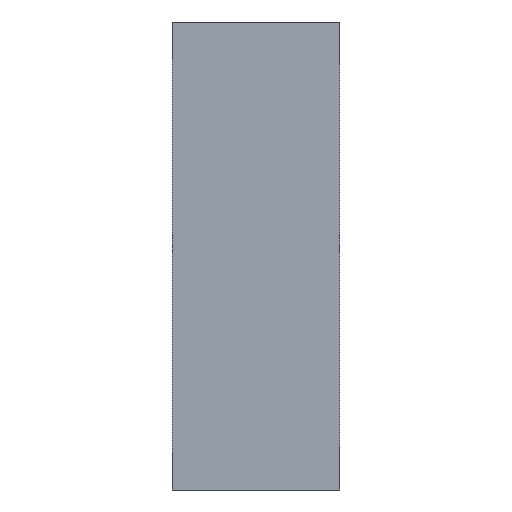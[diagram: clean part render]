
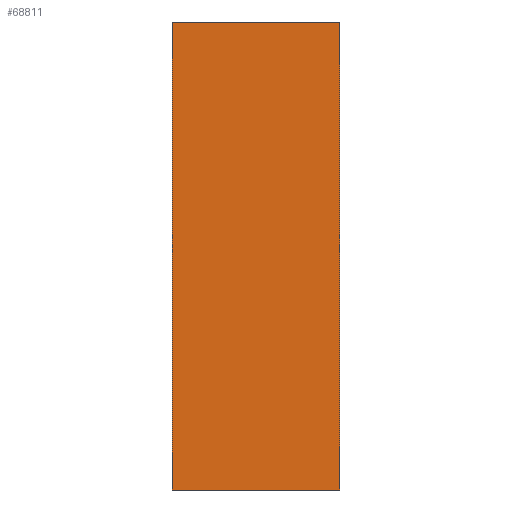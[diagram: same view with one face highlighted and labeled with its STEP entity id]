
A CAD part, left-side view. The second image highlights one B-rep face of the part: STEP entity #68811.
In plain terms, the highlighted planar face has unit normal (-1, 0, 0).
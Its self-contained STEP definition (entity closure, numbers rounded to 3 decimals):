
#2484 = CARTESIAN_POINT ( 'NONE',  ( -352.5, 20., -28. ) ) ;
#6091 = CARTESIAN_POINT ( 'NONE',  ( -352.5, 20., -28. ) ) ;
#7841 = PLANE ( 'NONE',  #34018 ) ;
#11695 = VERTEX_POINT ( 'NONE', #59018 ) ;
#15457 = VERTEX_POINT ( 'NONE', #51756 ) ;
#16459 = VERTEX_POINT ( 'NONE', #22996 ) ;
#19249 = CARTESIAN_POINT ( 'NONE',  ( -352.5, 20., -28. ) ) ;
#21661 = ORIENTED_EDGE ( 'NONE', *, *, #35631, .F. ) ;
#22842 = DIRECTION ( 'NONE',  ( 0., -1., 0. ) ) ;
#22996 = CARTESIAN_POINT ( 'NONE',  ( -352.5, 20., -28. ) ) ;
#24762 = DIRECTION ( 'NONE',  ( 1., 0., 0. ) ) ;
#27132 = VERTEX_POINT ( 'NONE', #65729 ) ;
#28334 = VECTOR ( 'NONE', #22842, 1000. ) ;
#29812 = EDGE_CURVE ( 'NONE', #16459, #27132, #45104, .T. ) ;
#33016 = VECTOR ( 'NONE', #67562, 1000. ) ;
#34018 = AXIS2_PLACEMENT_3D ( 'NONE', #19249, #24762, #40605 ) ;
#35631 = EDGE_CURVE ( 'NONE', #16459, #11695, #59162, .T. ) ;
#37111 = LINE ( 'NONE', #71342, #69592 ) ;
#37749 = VECTOR ( 'NONE', #41861, 1000. ) ;
#40605 = DIRECTION ( 'NONE',  ( 0., 0., -1. ) ) ;
#41861 = DIRECTION ( 'NONE',  ( 0., 0., 1. ) ) ;
#44027 = EDGE_CURVE ( 'NONE', #11695, #15457, #49727, .T. ) ;
#45104 = LINE ( 'NONE', #6091, #33016 ) ;
#49727 = LINE ( 'NONE', #50815, #28334 ) ;
#50815 = CARTESIAN_POINT ( 'NONE',  ( -352.5, 20., 28. ) ) ;
#51756 = CARTESIAN_POINT ( 'NONE',  ( -352.5, 0., 28. ) ) ;
#53926 = ORIENTED_EDGE ( 'NONE', *, *, #60890, .T. ) ;
#54414 = DIRECTION ( 'NONE',  ( 0., 0., 1. ) ) ;
#57563 = EDGE_LOOP ( 'NONE', ( #53926, #71487, #21661, #72674 ) ) ;
#59018 = CARTESIAN_POINT ( 'NONE',  ( -352.5, 20., 28. ) ) ;
#59162 = LINE ( 'NONE', #2484, #37749 ) ;
#60890 = EDGE_CURVE ( 'NONE', #27132, #15457, #37111, .T. ) ;
#63421 = FACE_OUTER_BOUND ( 'NONE', #57563, .T. ) ;
#65729 = CARTESIAN_POINT ( 'NONE',  ( -352.5, 0., -28. ) ) ;
#67562 = DIRECTION ( 'NONE',  ( 0., -1., 0. ) ) ;
#68811 = ADVANCED_FACE ( 'NONE', ( #63421 ), #7841, .F. ) ;
#69592 = VECTOR ( 'NONE', #54414, 1000. ) ;
#71342 = CARTESIAN_POINT ( 'NONE',  ( -352.5, 0., -28. ) ) ;
#71487 = ORIENTED_EDGE ( 'NONE', *, *, #44027, .F. ) ;
#72674 = ORIENTED_EDGE ( 'NONE', *, *, #29812, .T. ) ;
